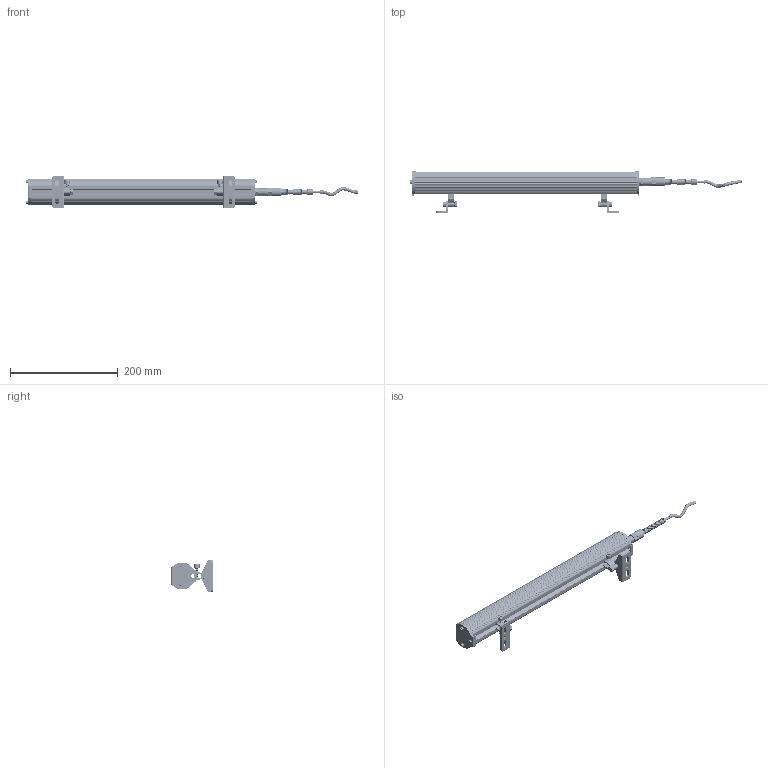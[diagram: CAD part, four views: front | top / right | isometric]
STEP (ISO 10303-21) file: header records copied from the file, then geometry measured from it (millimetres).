
FILE_DESCRIPTION((''),'2;1');
FILE_NAME('F1-04_ASM','2022-07-15T',('Administrator'),(''),'CREO PARAMETRIC BY PTC INC, 2014500','CREO PARAMETRIC BY PTC INC, 2014500','');
FILE_SCHEMA(('CONFIG_CONTROL_DESIGN'));
Products named in the file (18): F1-DT-4; F1-FSDP-2; F1-XC-2; F1-BL-2; F1-LED; F1-DP; F1-GXLM; F1-PG; F1-JSDP; F1-GXJS; F1-B; M4-16; F1-DJJ-2; F1-ZJ-3; M6-16; M6-LM; DIANYUAN; F1-04_ASM
Assembly tree (29 placements, depth 2):
  F1-04_ASM
    F1-DT-4
    F1-FSDP-2  x2
    F1-XC-2  x2
    F1-BL-2
    F1-LED
    F1-DP
    F1-GXLM
    F1-PG
    F1-JSDP
    F1-GXJS
    F1-B
    M4-16  x4
    F1-DJJ-2  x2
    F1-ZJ-3  x2
    M6-16  x4
    M6-LM  x2
    DIANYUAN  x2
Bounding box: 616.9 x 78 x 60 mm (x, y, z)
Volume: 227007.8 mm3; surface area: 322263.6 mm2
Topology: 30 solids, 30 shells, 2286 faces, 5735 edges, 3663 vertices
Faces by surface type: cylinder 1190, plane 634, bspline 240, torus 156, cone 58, sphere 8
Entity records: 66861 total; most frequent: CARTESIAN_POINT 33338, DIRECTION 7030, ORIENTED_EDGE 6846, EDGE_CURVE 3423, AXIS2_PLACEMENT_3D 2777, VERTEX_POINT 2199, EDGE_LOOP 1586, VECTOR 1476
